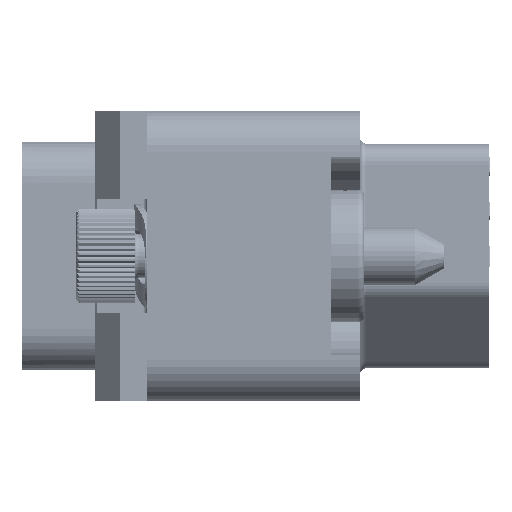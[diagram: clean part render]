
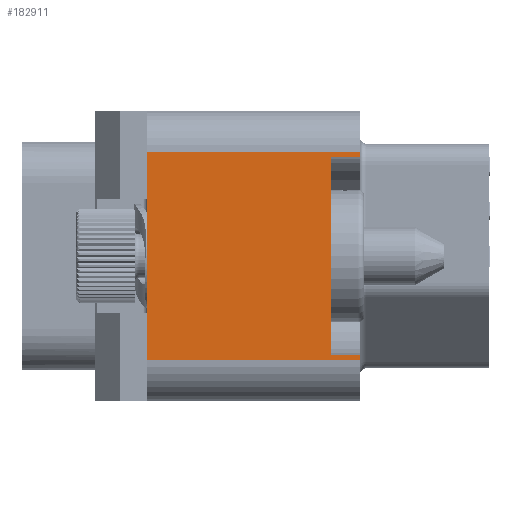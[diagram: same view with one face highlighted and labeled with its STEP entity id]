
A CAD part, left-side view. The second image highlights one B-rep face of the part: STEP entity #182911.
In plain terms, the highlighted planar face has unit normal (-1, 0, 0).
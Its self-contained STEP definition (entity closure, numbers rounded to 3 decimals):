
#2194=DIRECTION('',(0.,0.,-1.));
#2195=VECTOR('',#2194,10.);
#2196=CARTESIAN_POINT('',(-40.,10.25,5.));
#2197=LINE('',#2196,#2195);
#2297=DIRECTION('',(0.,-1.,0.));
#2298=VECTOR('',#2297,10.25);
#2299=CARTESIAN_POINT('',(-40.,10.25,5.));
#2300=LINE('',#2299,#2298);
#10281=DIRECTION('',(0.,1.,0.));
#10282=VECTOR('',#10281,10.25);
#10283=CARTESIAN_POINT('',(-40.,0.,-5.));
#10284=LINE('',#10283,#10282);
#10290=DIRECTION('',(0.,0.,1.));
#10291=VECTOR('',#10290,9.5);
#10292=CARTESIAN_POINT('',(-40.,1.4,-4.75));
#10293=LINE('',#10292,#10291);
#10294=DIRECTION('',(0.,1.,0.));
#10295=VECTOR('',#10294,1.4);
#10296=CARTESIAN_POINT('',(-40.,0.,-4.75));
#10297=LINE('',#10296,#10295);
#10298=DIRECTION('',(0.,0.,-1.));
#10299=VECTOR('',#10298,0.25);
#10300=CARTESIAN_POINT('',(-40.,0.,-4.75));
#10301=LINE('',#10300,#10299);
#10302=DIRECTION('',(0.,0.,-1.));
#10303=VECTOR('',#10302,0.25);
#10304=CARTESIAN_POINT('',(-40.,0.,5.));
#10305=LINE('',#10304,#10303);
#10306=DIRECTION('',(0.,1.,0.));
#10307=VECTOR('',#10306,1.4);
#10308=CARTESIAN_POINT('',(-40.,0.,4.75));
#10309=LINE('',#10308,#10307);
#152345=CARTESIAN_POINT('',(-40.,0.,5.));
#152346=VERTEX_POINT('',#152345);
#152347=CARTESIAN_POINT('',(-40.,10.25,5.));
#152348=VERTEX_POINT('',#152347);
#152353=CARTESIAN_POINT('',(-40.,10.25,-5.));
#152354=VERTEX_POINT('',#152353);
#152355=CARTESIAN_POINT('',(-40.,0.,-5.));
#152356=VERTEX_POINT('',#152355);
#152373=CARTESIAN_POINT('',(-40.,0.,-4.75));
#152375=VERTEX_POINT('',#152373);
#152379=CARTESIAN_POINT('',(-40.,0.,4.75));
#152380=VERTEX_POINT('',#152379);
#152381=CARTESIAN_POINT('',(-40.,1.4,-4.75));
#152382=CARTESIAN_POINT('',(-40.,1.4,4.75));
#152383=VERTEX_POINT('',#152381);
#152384=VERTEX_POINT('',#152382);
#182893=CARTESIAN_POINT('',(-40.,0.,7.));
#182894=DIRECTION('',(-1.,0.,0.));
#182895=DIRECTION('',(0.,1.,0.));
#182896=AXIS2_PLACEMENT_3D('',#182893,#182894,#182895);
#182897=PLANE('',#182896);
#182899=ORIENTED_EDGE('',*,*,#182898,.F.);
#182901=ORIENTED_EDGE('',*,*,#182900,.F.);
#182902=ORIENTED_EDGE('',*,*,#177555,.T.);
#182903=ORIENTED_EDGE('',*,*,#182887,.T.);
#182904=ORIENTED_EDGE('',*,*,#177452,.F.);
#182905=ORIENTED_EDGE('',*,*,#177532,.T.);
#182906=ORIENTED_EDGE('',*,*,#177563,.T.);
#182908=ORIENTED_EDGE('',*,*,#182907,.T.);
#182909=EDGE_LOOP('',(#182899,#182901,#182902,#182903,#182904,#182905,#182906,
#182908));
#182910=FACE_OUTER_BOUND('',#182909,.F.);
#182911=ADVANCED_FACE('',(#182910),#182897,.T.);
#177452=EDGE_CURVE('',#152348,#152354,#2197,.T.);
#177532=EDGE_CURVE('',#152348,#152346,#2300,.T.);
#177555=EDGE_CURVE('',#152375,#152356,#10301,.T.);
#177563=EDGE_CURVE('',#152346,#152380,#10305,.T.);
#182887=EDGE_CURVE('',#152356,#152354,#10284,.T.);
#182898=EDGE_CURVE('',#152383,#152384,#10293,.T.);
#182900=EDGE_CURVE('',#152375,#152383,#10297,.T.);
#182907=EDGE_CURVE('',#152380,#152384,#10309,.T.);
